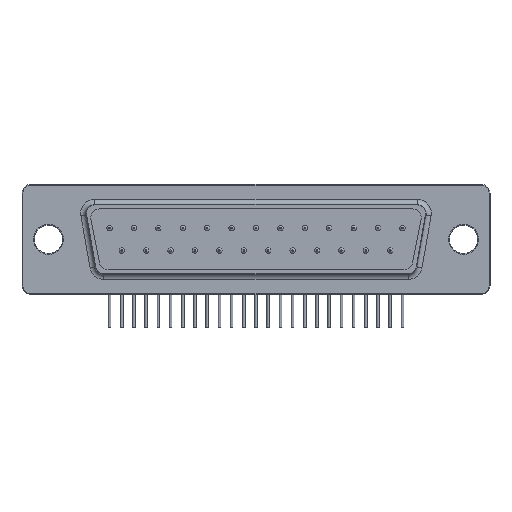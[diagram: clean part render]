
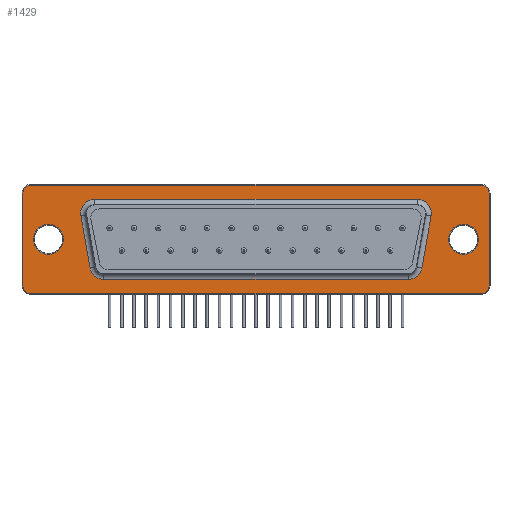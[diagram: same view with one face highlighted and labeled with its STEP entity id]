
A CAD part, front view. The second image highlights one B-rep face of the part: STEP entity #1429.
In plain terms, the highlighted planar face has unit normal (0, -1, 0).
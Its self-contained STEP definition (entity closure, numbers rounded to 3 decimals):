
#29=DIRECTION('',(0.,-1.,0.));
#30=DIRECTION('',(0.,0.,1.));
#45=DIRECTION('',(0.985,0.,-0.173));
#60=DIRECTION('',(0.,0.,-1.));
#66=VECTOR('',#67,1.);
#67=DIRECTION('',(1.,0.,0.));
#75=DIRECTION('',(-0.985,0.,-0.173));
#119=VECTOR('',#120,1.);
#120=DIRECTION('',(-1.,0.,0.));
#171=DIRECTION('',(0.,1.,0.));
#461=CARTESIAN_POINT('',(-1.669,-12.24,9.2));
#491=VECTOR('',#492,1.);
#492=DIRECTION('',(-0.173,0.,0.985));
#513=CARTESIAN_POINT('',(34.909,-12.24,9.2));
#531=CARTESIAN_POINT('',(-0.635,-12.24,3.3));
#544=VECTOR('',#545,1.);
#545=DIRECTION('',(-0.173,0.,-0.985));
#575=CARTESIAN_POINT('',(33.875,-12.24,3.3));
#818=VERTEX_POINT('',#819);
#819=CARTESIAN_POINT('',(-3.245,-12.24,8.924));
#827=VERTEX_POINT('',#828);
#828=CARTESIAN_POINT('',(-1.669,-12.24,10.8));
#835=EDGE_CURVE('',#818,#827,#836,.T.);
#836=CIRCLE('',#837,1.6);
#837=AXIS2_PLACEMENT_3D('',#461,#171,#75);
#843=ORIENTED_EDGE('',*,*,#844,.T.);
#844=EDGE_CURVE('',#827,#845,#847,.T.);
#845=VERTEX_POINT('',#846);
#846=CARTESIAN_POINT('',(34.909,-12.24,10.8));
#847=LINE('',#828,#66);
#860=VERTEX_POINT('',#861);
#861=CARTESIAN_POINT('',(-2.211,-12.24,3.024));
#865=ORIENTED_EDGE('',*,*,#866,.T.);
#866=EDGE_CURVE('',#860,#818,#867,.T.);
#867=LINE('',#861,#491);
#875=VERTEX_POINT('',#876);
#876=CARTESIAN_POINT('',(36.485,-12.24,8.924));
#882=EDGE_CURVE('',#845,#875,#883,.T.);
#883=CIRCLE('',#884,1.6);
#884=AXIS2_PLACEMENT_3D('',#513,#171,#30);
#892=VERTEX_POINT('',#893);
#893=CARTESIAN_POINT('',(-0.635,-12.24,1.7));
#898=EDGE_CURVE('',#892,#860,#899,.T.);
#899=CIRCLE('',#900,1.6);
#900=AXIS2_PLACEMENT_3D('',#531,#171,#60);
#906=ORIENTED_EDGE('',*,*,#907,.T.);
#907=EDGE_CURVE('',#875,#908,#910,.T.);
#908=VERTEX_POINT('',#909);
#909=CARTESIAN_POINT('',(35.451,-12.24,3.024));
#910=LINE('',#876,#544);
#922=VERTEX_POINT('',#923);
#923=CARTESIAN_POINT('',(33.875,-12.24,1.7));
#929=ORIENTED_EDGE('',*,*,#930,.T.);
#930=EDGE_CURVE('',#922,#892,#931,.T.);
#931=LINE('',#923,#119);
#938=EDGE_CURVE('',#908,#922,#939,.T.);
#939=CIRCLE('',#940,1.6);
#940=AXIS2_PLACEMENT_3D('',#575,#171,#45);
#1429=ADVANCED_FACE('',(#1430,#1436,#1488,#1497),#1506,.T.);
#1430=FACE_BOUND('',#1431,.T.);
#1431=EDGE_LOOP('',(#906,#1432,#929,#1433,#865,#1434,#843,#1435));
#1432=ORIENTED_EDGE('',*,*,#938,.T.);
#1433=ORIENTED_EDGE('',*,*,#898,.T.);
#1434=ORIENTED_EDGE('',*,*,#835,.T.);
#1435=ORIENTED_EDGE('',*,*,#882,.T.);
#1436=FACE_BOUND('',#1437,.T.);
#1437=EDGE_LOOP('',(#1438,#1447,#1453,#1460,#1465,#1472,#1478,#1485));
#1438=ORIENTED_EDGE('',*,*,#1439,.T.);
#1439=EDGE_CURVE('',#1440,#1442,#1444,.T.);
#1440=VERTEX_POINT('',#1441);
#1441=CARTESIAN_POINT('',(42.17,-12.24,0.1));
#1442=VERTEX_POINT('',#1443);
#1443=CARTESIAN_POINT('',(43.07,-12.24,1.));
#1444=CIRCLE('',#1445,0.9);
#1445=AXIS2_PLACEMENT_3D('',#1446,#29,#60);
#1446=CARTESIAN_POINT('',(42.17,-12.24,1.));
#1447=ORIENTED_EDGE('',*,*,#1448,.T.);
#1448=EDGE_CURVE('',#1442,#1449,#1451,.T.);
#1449=VERTEX_POINT('',#1450);
#1450=CARTESIAN_POINT('',(43.07,-12.24,11.5));
#1451=LINE('',#1443,#1452);
#1452=VECTOR('',#30,1.);
#1453=ORIENTED_EDGE('',*,*,#1454,.T.);
#1454=EDGE_CURVE('',#1449,#1455,#1457,.T.);
#1455=VERTEX_POINT('',#1456);
#1456=CARTESIAN_POINT('',(42.17,-12.24,12.4));
#1457=CIRCLE('',#1458,0.9);
#1458=AXIS2_PLACEMENT_3D('',#1459,#29,#67);
#1459=CARTESIAN_POINT('',(42.17,-12.24,11.5));
#1460=ORIENTED_EDGE('',*,*,#1461,.T.);
#1461=EDGE_CURVE('',#1455,#1462,#1464,.T.);
#1462=VERTEX_POINT('',#1463);
#1463=CARTESIAN_POINT('',(-8.93,-12.24,12.4));
#1464=LINE('',#1456,#119);
#1465=ORIENTED_EDGE('',*,*,#1466,.T.);
#1466=EDGE_CURVE('',#1462,#1467,#1469,.T.);
#1467=VERTEX_POINT('',#1468);
#1468=CARTESIAN_POINT('',(-9.83,-12.24,11.5));
#1469=CIRCLE('',#1470,0.9);
#1470=AXIS2_PLACEMENT_3D('',#1471,#29,#30);
#1471=CARTESIAN_POINT('',(-8.93,-12.24,11.5));
#1472=ORIENTED_EDGE('',*,*,#1473,.T.);
#1473=EDGE_CURVE('',#1467,#1474,#1476,.T.);
#1474=VERTEX_POINT('',#1475);
#1475=CARTESIAN_POINT('',(-9.83,-12.24,1.));
#1476=LINE('',#1468,#1477);
#1477=VECTOR('',#60,1.);
#1478=ORIENTED_EDGE('',*,*,#1479,.T.);
#1479=EDGE_CURVE('',#1474,#1480,#1482,.T.);
#1480=VERTEX_POINT('',#1481);
#1481=CARTESIAN_POINT('',(-8.93,-12.24,0.1));
#1482=CIRCLE('',#1483,0.9);
#1483=AXIS2_PLACEMENT_3D('',#1484,#29,#120);
#1484=CARTESIAN_POINT('',(-8.93,-12.24,1.));
#1485=ORIENTED_EDGE('',*,*,#1486,.T.);
#1486=EDGE_CURVE('',#1480,#1440,#1487,.T.);
#1487=LINE('',#1481,#66);
#1488=FACE_BOUND('',#1489,.T.);
#1489=EDGE_LOOP('',(#1490));
#1490=ORIENTED_EDGE('',*,*,#1491,.F.);
#1491=EDGE_CURVE('',#1492,#1492,#1494,.T.);
#1492=VERTEX_POINT('',#1493);
#1493=CARTESIAN_POINT('',(41.87,-12.24,6.25));
#1494=CIRCLE('',#1495,1.7);
#1495=AXIS2_PLACEMENT_3D('',#1496,#29,#67);
#1496=CARTESIAN_POINT('',(40.17,-12.24,6.25));
#1497=FACE_BOUND('',#1498,.T.);
#1498=EDGE_LOOP('',(#1499));
#1499=ORIENTED_EDGE('',*,*,#1500,.F.);
#1500=EDGE_CURVE('',#1501,#1501,#1503,.T.);
#1501=VERTEX_POINT('',#1502);
#1502=CARTESIAN_POINT('',(-5.23,-12.24,6.25));
#1503=CIRCLE('',#1504,1.7);
#1504=AXIS2_PLACEMENT_3D('',#1505,#29,#67);
#1505=CARTESIAN_POINT('',(-6.93,-12.24,6.25));
#1506=PLANE('',#1507);
#1507=AXIS2_PLACEMENT_3D('',#1508,#29,#67);
#1508=CARTESIAN_POINT('',(16.62,-12.24,6.25));
